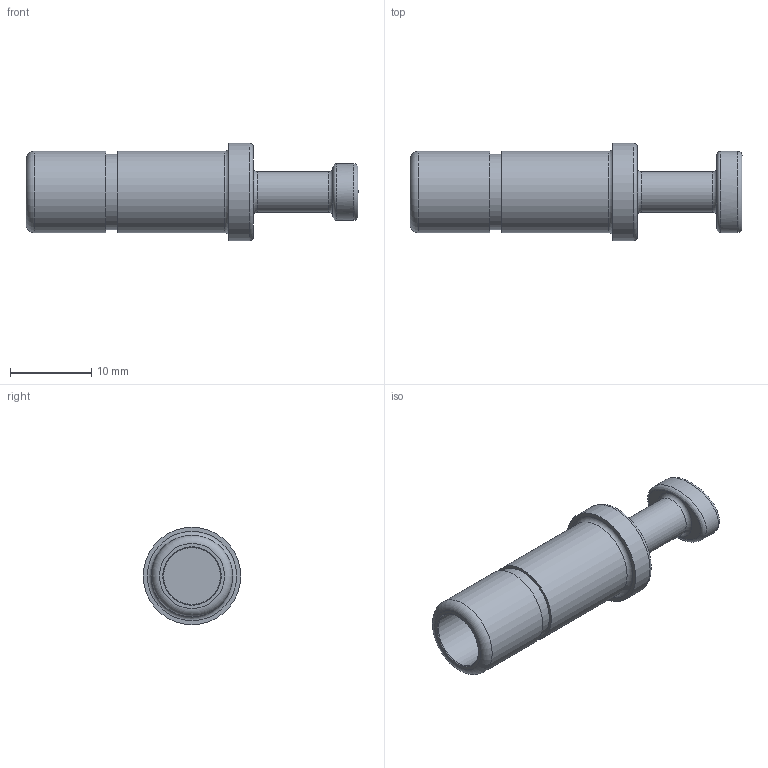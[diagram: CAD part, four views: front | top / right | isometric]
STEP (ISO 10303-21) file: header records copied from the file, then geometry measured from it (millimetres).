
FILE_DESCRIPTION((''),'2;1');
FILE_NAME('CR-PP 10.stp','2020-08-25T11:08:34',('user'),(''),'Autodesk Inventor 2013','Autodesk Inventor 2013','');
FILE_SCHEMA(('AUTOMOTIVE_DESIGN { 1 0 10303 214 1 1 1 1 }'));
Length unit declared in the file: millimetre
Products named in the file (1): CR-PP 10
Bounding box: 40.9 x 12 x 12 mm (x, y, z)
Volume: 1756.6 mm3; surface area: 1908.1 mm2
Topology: 1 solids, 1 shells, 24 faces, 42 edges, 25 vertices
Faces by surface type: plane 9, cylinder 6, torus 5, bspline 3, cone 1
Full cylindrical faces by diameter (mm): 5 x1, 7 x1, 9.3 x1, 10 x2, 12 x1
Entity records: 796 total; most frequent: CARTESIAN_POINT 375, DIRECTION 86, ORIENTED_EDGE 54, AXIS2_PLACEMENT_3D 43, EDGE_LOOP 42, EDGE_CURVE 27, FACE_OUTER_BOUND 24, ADVANCED_FACE 24
